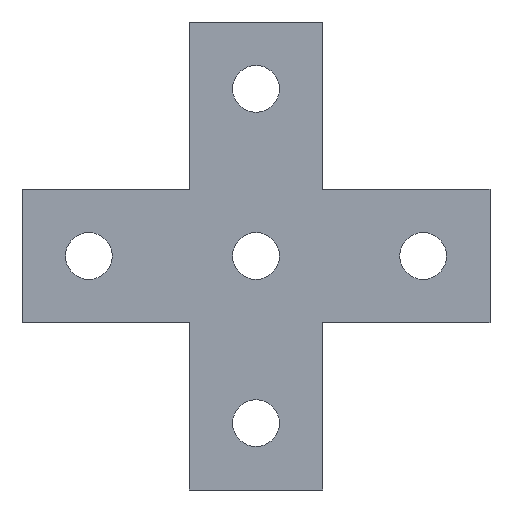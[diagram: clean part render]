
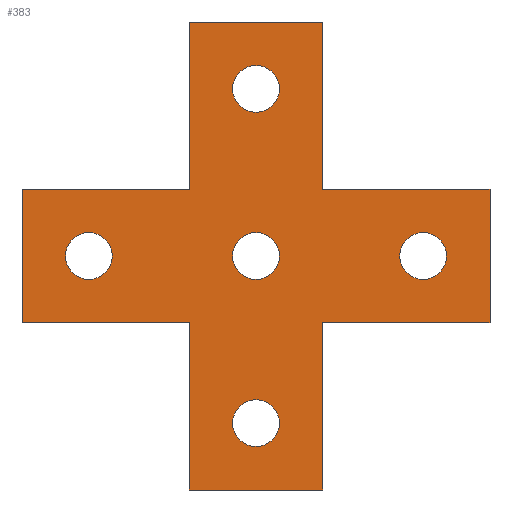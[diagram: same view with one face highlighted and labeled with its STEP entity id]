
A CAD part, front view. The second image highlights one B-rep face of the part: STEP entity #383.
In plain terms, the highlighted planar face has unit normal (0, -1, 0).
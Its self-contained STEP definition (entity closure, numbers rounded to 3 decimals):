
#20=FACE_BOUND('',#72,.T.);
#21=FACE_BOUND('',#73,.T.);
#22=FACE_BOUND('',#74,.T.);
#23=FACE_BOUND('',#75,.T.);
#24=FACE_BOUND('',#76,.T.);
#30=CIRCLE('',#426,7.);
#31=CIRCLE('',#427,7.);
#32=CIRCLE('',#428,7.);
#33=CIRCLE('',#429,7.);
#34=CIRCLE('',#430,7.);
#52=FACE_OUTER_BOUND('',#71,.T.);
#71=EDGE_LOOP('',(#303,#304,#305,#306,#307,#308,#309,#310,#311,#312,#313,
#314));
#72=EDGE_LOOP('',(#315));
#73=EDGE_LOOP('',(#316));
#74=EDGE_LOOP('',(#317));
#75=EDGE_LOOP('',(#318));
#76=EDGE_LOOP('',(#319));
#90=LINE('',#551,#131);
#92=LINE('',#555,#133);
#97=LINE('',#566,#138);
#99=LINE('',#570,#140);
#102=LINE('',#577,#143);
#108=LINE('',#588,#149);
#110=LINE('',#591,#151);
#111=LINE('',#595,#152);
#116=LINE('',#603,#157);
#117=LINE('',#606,#158);
#121=LINE('',#612,#162);
#123=LINE('',#615,#164);
#131=VECTOR('',#448,10.);
#133=VECTOR('',#452,10.);
#138=VECTOR('',#459,10.);
#140=VECTOR('',#463,10.);
#143=VECTOR('',#468,10.);
#149=VECTOR('',#476,10.);
#151=VECTOR('',#480,10.);
#152=VECTOR('',#483,10.);
#157=VECTOR('',#490,10.);
#158=VECTOR('',#493,10.);
#162=VECTOR('',#499,10.);
#164=VECTOR('',#503,10.);
#172=VERTEX_POINT('',#548);
#173=VERTEX_POINT('',#550);
#174=VERTEX_POINT('',#554);
#178=VERTEX_POINT('',#563);
#179=VERTEX_POINT('',#565);
#180=VERTEX_POINT('',#569);
#182=VERTEX_POINT('',#575);
#183=VERTEX_POINT('',#576);
#187=VERTEX_POINT('',#586);
#188=VERTEX_POINT('',#593);
#189=VERTEX_POINT('',#594);
#192=VERTEX_POINT('',#605);
#194=VERTEX_POINT('',#617);
#195=VERTEX_POINT('',#619);
#196=VERTEX_POINT('',#621);
#197=VERTEX_POINT('',#623);
#198=VERTEX_POINT('',#625);
#206=EDGE_CURVE('',#173,#172,#90,.T.);
#208=EDGE_CURVE('',#174,#173,#92,.T.);
#213=EDGE_CURVE('',#179,#178,#97,.T.);
#215=EDGE_CURVE('',#180,#179,#99,.T.);
#218=EDGE_CURVE('',#182,#183,#102,.T.);
#224=EDGE_CURVE('',#183,#187,#108,.T.);
#226=EDGE_CURVE('',#178,#174,#110,.T.);
#227=EDGE_CURVE('',#188,#189,#111,.T.);
#232=EDGE_CURVE('',#189,#180,#116,.T.);
#233=EDGE_CURVE('',#192,#182,#117,.T.);
#237=EDGE_CURVE('',#172,#192,#121,.T.);
#239=EDGE_CURVE('',#187,#188,#123,.T.);
#240=EDGE_CURVE('',#194,#194,#30,.T.);
#241=EDGE_CURVE('',#195,#195,#31,.T.);
#242=EDGE_CURVE('',#196,#196,#32,.T.);
#243=EDGE_CURVE('',#197,#197,#33,.T.);
#244=EDGE_CURVE('',#198,#198,#34,.T.);
#303=ORIENTED_EDGE('',*,*,#206,.T.);
#304=ORIENTED_EDGE('',*,*,#237,.T.);
#305=ORIENTED_EDGE('',*,*,#233,.T.);
#306=ORIENTED_EDGE('',*,*,#218,.T.);
#307=ORIENTED_EDGE('',*,*,#224,.T.);
#308=ORIENTED_EDGE('',*,*,#239,.T.);
#309=ORIENTED_EDGE('',*,*,#227,.T.);
#310=ORIENTED_EDGE('',*,*,#232,.T.);
#311=ORIENTED_EDGE('',*,*,#215,.T.);
#312=ORIENTED_EDGE('',*,*,#213,.T.);
#313=ORIENTED_EDGE('',*,*,#226,.T.);
#314=ORIENTED_EDGE('',*,*,#208,.T.);
#315=ORIENTED_EDGE('',*,*,#240,.T.);
#316=ORIENTED_EDGE('',*,*,#241,.T.);
#317=ORIENTED_EDGE('',*,*,#242,.T.);
#318=ORIENTED_EDGE('',*,*,#243,.T.);
#319=ORIENTED_EDGE('',*,*,#244,.T.);
#369=PLANE('',#425);
#383=ADVANCED_FACE('',(#52,#20,#21,#22,#23,#24),#369,.F.);
#425=AXIS2_PLACEMENT_3D('',#616,#504,#505);
#426=AXIS2_PLACEMENT_3D('',#618,#506,#507);
#427=AXIS2_PLACEMENT_3D('',#620,#508,#509);
#428=AXIS2_PLACEMENT_3D('',#622,#510,#511);
#429=AXIS2_PLACEMENT_3D('',#624,#512,#513);
#430=AXIS2_PLACEMENT_3D('',#626,#514,#515);
#448=DIRECTION('',(0.,0.,-1.));
#452=DIRECTION('',(1.,0.,0.));
#459=DIRECTION('',(-1.,0.,0.));
#463=DIRECTION('',(0.,0.,-1.));
#468=DIRECTION('',(1.,0.,0.));
#476=DIRECTION('',(0.,0.,1.));
#480=DIRECTION('',(0.,0.,-1.));
#483=DIRECTION('',(0.,0.,1.));
#490=DIRECTION('',(-1.,0.,0.));
#493=DIRECTION('',(0.,0.,1.));
#499=DIRECTION('',(1.,0.,0.));
#503=DIRECTION('',(-1.,0.,0.));
#504=DIRECTION('center_axis',(0.,1.,0.));
#505=DIRECTION('ref_axis',(0.,0.,1.));
#506=DIRECTION('center_axis',(0.,1.,0.));
#507=DIRECTION('ref_axis',(1.,0.,0.));
#508=DIRECTION('center_axis',(0.,1.,0.));
#509=DIRECTION('ref_axis',(1.,0.,0.));
#510=DIRECTION('center_axis',(0.,1.,0.));
#511=DIRECTION('ref_axis',(1.,0.,0.));
#512=DIRECTION('center_axis',(0.,1.,0.));
#513=DIRECTION('ref_axis',(1.,0.,0.));
#514=DIRECTION('center_axis',(0.,1.,0.));
#515=DIRECTION('ref_axis',(1.,0.,0.));
#548=CARTESIAN_POINT('',(-40.,0.,-140.));
#550=CARTESIAN_POINT('',(-40.,0.,-90.));
#551=CARTESIAN_POINT('',(-40.,0.,-90.));
#554=CARTESIAN_POINT('',(-90.,0.,-90.));
#555=CARTESIAN_POINT('',(-90.,0.,-90.));
#563=CARTESIAN_POINT('',(-90.,0.,-50.));
#565=CARTESIAN_POINT('',(-40.,0.,-50.));
#566=CARTESIAN_POINT('',(-40.,0.,-50.));
#569=CARTESIAN_POINT('',(-40.,0.,0.));
#570=CARTESIAN_POINT('',(-40.,0.,0.));
#575=CARTESIAN_POINT('',(0.,0.,-90.));
#576=CARTESIAN_POINT('',(50.,0.,-90.));
#577=CARTESIAN_POINT('',(0.,0.,-90.));
#586=CARTESIAN_POINT('',(50.,0.,-50.));
#588=CARTESIAN_POINT('',(50.,0.,-90.));
#591=CARTESIAN_POINT('',(-90.,0.,-50.));
#593=CARTESIAN_POINT('',(0.,0.,-50.));
#594=CARTESIAN_POINT('',(0.,0.,0.));
#595=CARTESIAN_POINT('',(0.,0.,-50.));
#603=CARTESIAN_POINT('',(0.,0.,0.));
#605=CARTESIAN_POINT('',(0.,0.,-140.));
#606=CARTESIAN_POINT('',(0.,0.,-140.));
#612=CARTESIAN_POINT('',(-40.,0.,-140.));
#615=CARTESIAN_POINT('',(50.,0.,-50.));
#616=CARTESIAN_POINT('Origin',(-20.,0.,-70.));
#617=CARTESIAN_POINT('',(23.,0.,-70.));
#618=CARTESIAN_POINT('Origin',(30.,0.,-70.));
#619=CARTESIAN_POINT('',(-77.,0.,-70.));
#620=CARTESIAN_POINT('Origin',(-70.,0.,-70.));
#621=CARTESIAN_POINT('',(-27.,0.,-120.));
#622=CARTESIAN_POINT('Origin',(-20.,0.,-120.));
#623=CARTESIAN_POINT('',(-27.,0.,-20.));
#624=CARTESIAN_POINT('Origin',(-20.,0.,-20.));
#625=CARTESIAN_POINT('',(-27.,0.,-70.));
#626=CARTESIAN_POINT('Origin',(-20.,0.,-70.));
